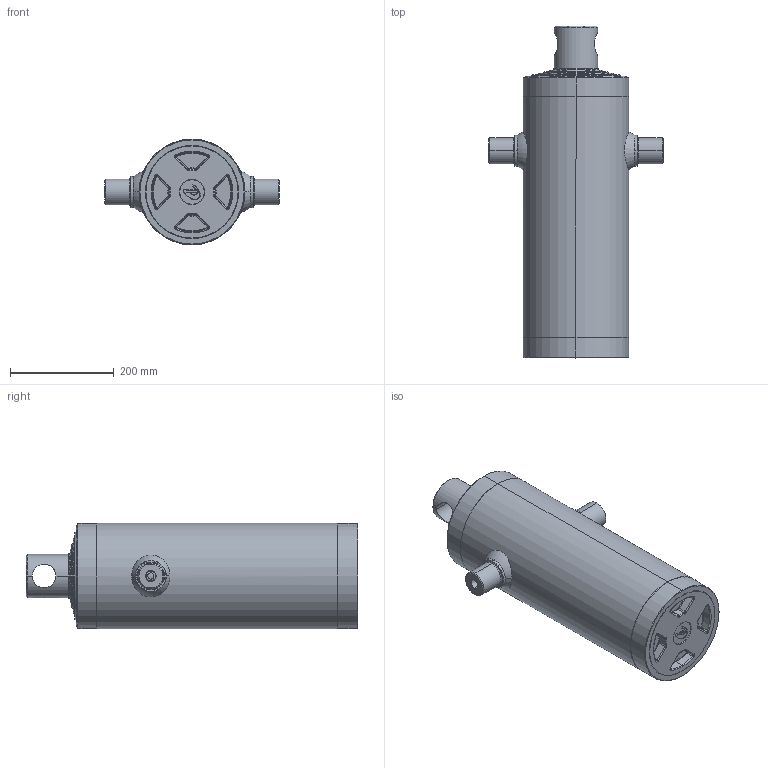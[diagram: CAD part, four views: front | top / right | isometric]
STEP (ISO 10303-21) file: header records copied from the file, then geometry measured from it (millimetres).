
FILE_DESCRIPTION (( 'STEP AP203' ), '1' );
FILE_NAME ('528.I.STEP', '2014-10-16T13:06:40', ( '' ), ( '' ), 'SwSTEP 2.0', 'SolidWorks 2013', '' );
FILE_SCHEMA (( 'CONFIG_CONTROL_DESIGN' ));
Length unit declared in the file: millimetre
Products named in the file (1): 528.I
Bounding box: 337 x 641 x 204 mm (x, y, z)
Surface area: 1440513.7 mm2 (no closed solid volume)
Topology: 0 solids, 18 shells, 260 faces, 683 edges, 428 vertices
Faces by surface type: cylinder 86, cone 74, torus 63, plane 31, bspline 6
Entity records: 9957 total; most frequent: CARTESIAN_POINT 3419, DIRECTION 1536, ORIENTED_EDGE 1169, EDGE_CURVE 683, AXIS2_PLACEMENT_3D 658, VERTEX_POINT 428, CIRCLE 403, EDGE_LOOP 280
